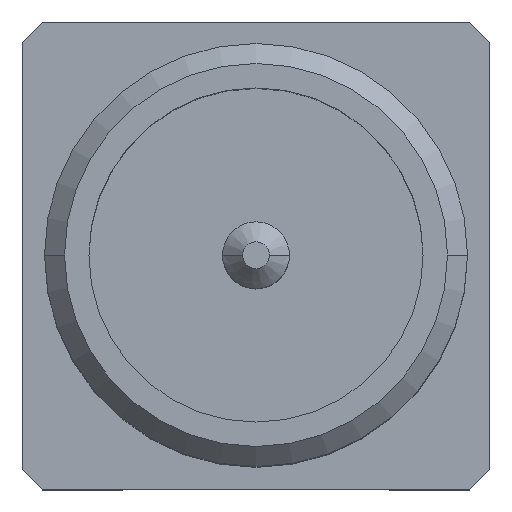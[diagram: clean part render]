
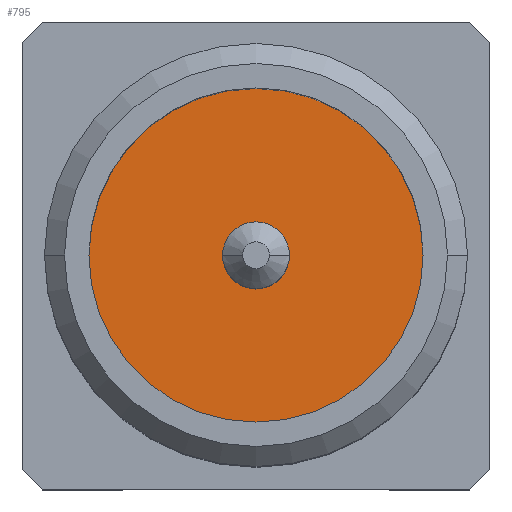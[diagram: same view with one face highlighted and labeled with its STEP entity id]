
A CAD part, top view. The second image highlights one B-rep face of the part: STEP entity #795.
In plain terms, the highlighted planar face has unit normal (0, 0, 1).
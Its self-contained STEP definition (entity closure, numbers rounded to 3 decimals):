
#88 = EDGE_CURVE ( 'NONE', #1729, #1189, #1165, .T. ) ;
#90 = EDGE_CURVE ( 'NONE', #1499, #1723, #1167, .T. ) ;
#102 = AXIS2_PLACEMENT_3D ( 'NONE', #520, #567, #771 ) ;
#109 = AXIS2_PLACEMENT_3D ( 'NONE', #348, #740, #763 ) ;
#114 = AXIS2_PLACEMENT_3D ( 'NONE', #723, #673, #521 ) ;
#121 = AXIS2_PLACEMENT_3D ( 'NONE', #319, #296, #717 ) ;
#131 = AXIS2_PLACEMENT_3D ( 'NONE', #453, #728, #472 ) ;
#182 = EDGE_CURVE ( 'NONE', #1189, #1729, #1331, .T. ) ;
#259 = EDGE_CURVE ( 'NONE', #1723, #1499, #1125, .T. ) ;
#296 = DIRECTION ( 'NONE',  ( 0., 0., 1. ) ) ;
#319 = CARTESIAN_POINT ( 'NONE',  ( 0., 0., 4.526 ) ) ;
#348 = CARTESIAN_POINT ( 'NONE',  ( 0., 0., 4.526 ) ) ;
#453 = CARTESIAN_POINT ( 'NONE',  ( 0., 0., 4.526 ) ) ;
#472 = DIRECTION ( 'NONE',  ( 1., 0., 0. ) ) ;
#520 = CARTESIAN_POINT ( 'NONE',  ( 0., 0., 4.526 ) ) ;
#521 = DIRECTION ( 'NONE',  ( 1., 0., 0. ) ) ;
#567 = DIRECTION ( 'NONE',  ( 0., 0., 1. ) ) ;
#673 = DIRECTION ( 'NONE',  ( 0., 0., 1. ) ) ;
#702 = PLANE ( 'NONE',  #114 ) ;
#717 = DIRECTION ( 'NONE',  ( 1., 0., 0. ) ) ;
#723 = CARTESIAN_POINT ( 'NONE',  ( 0., 0., 4.526 ) ) ;
#728 = DIRECTION ( 'NONE',  ( 0., 0., 1. ) ) ;
#740 = DIRECTION ( 'NONE',  ( 0., 0., 1. ) ) ;
#763 = DIRECTION ( 'NONE',  ( 1., 0., 0. ) ) ;
#771 = DIRECTION ( 'NONE',  ( 1., 0., 0. ) ) ;
#795 = ADVANCED_FACE ( 'NONE', ( #1111, #1429 ), #702, .T. ) ;
#920 = CARTESIAN_POINT ( 'NONE',  ( 2.5, 0., 4.526 ) ) ;
#943 = CARTESIAN_POINT ( 'NONE',  ( -2.5, 0., 4.526 ) ) ;
#992 = CARTESIAN_POINT ( 'NONE',  ( -0.5, 0., 4.526 ) ) ;
#994 = CARTESIAN_POINT ( 'NONE',  ( 0.5, 0., 4.526 ) ) ;
#1111 = FACE_OUTER_BOUND ( 'NONE', #1817, .T. ) ;
#1125 = CIRCLE ( 'NONE', #121, 0.5 ) ;
#1165 = CIRCLE ( 'NONE', #109, 2.5 ) ;
#1167 = CIRCLE ( 'NONE', #102, 0.5 ) ;
#1189 = VERTEX_POINT ( 'NONE', #920 ) ;
#1331 = CIRCLE ( 'NONE', #131, 2.5 ) ;
#1408 = ORIENTED_EDGE ( 'NONE', *, *, #182, .T. ) ;
#1429 = FACE_BOUND ( 'NONE', #1805, .T. ) ;
#1432 = ORIENTED_EDGE ( 'NONE', *, *, #88, .T. ) ;
#1441 = ORIENTED_EDGE ( 'NONE', *, *, #259, .F. ) ;
#1490 = ORIENTED_EDGE ( 'NONE', *, *, #90, .F. ) ;
#1499 = VERTEX_POINT ( 'NONE', #994 ) ;
#1723 = VERTEX_POINT ( 'NONE', #992 ) ;
#1729 = VERTEX_POINT ( 'NONE', #943 ) ;
#1805 = EDGE_LOOP ( 'NONE', ( #1441, #1490 ) ) ;
#1817 = EDGE_LOOP ( 'NONE', ( #1408, #1432 ) ) ;
